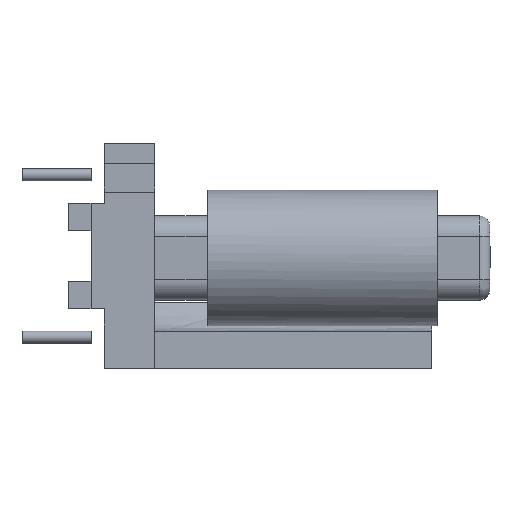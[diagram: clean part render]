
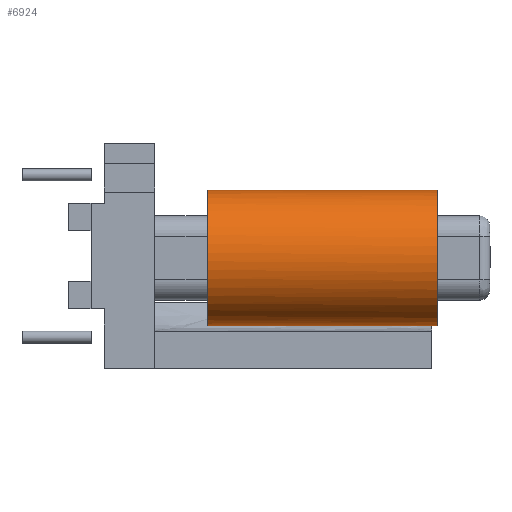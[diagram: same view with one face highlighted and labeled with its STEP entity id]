
A CAD part, left-side view. The second image highlights one B-rep face of the part: STEP entity #6924.
In plain terms, the highlighted free-form (B-spline) face has degree [2, 1] with [5, 2] control points.
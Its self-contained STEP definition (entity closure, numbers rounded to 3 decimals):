
#480 = VERTEX_POINT('',#481);
#481 = CARTESIAN_POINT('',(-7.488,-24.707,
    -6.123));
#487 = EDGE_CURVE('',#480,#488,#490,.T.);
#488 = VERTEX_POINT('',#489);
#489 = CARTESIAN_POINT('',(-7.488,-4.621,
    -6.123));
#490 = B_SPLINE_CURVE_WITH_KNOTS('',1,(#491,#492),.UNSPECIFIED.,.F.,.F.,
  (2,2),(18.92,41.52),.PIECEWISE_BEZIER_KNOTS.);
#491 = CARTESIAN_POINT('',(-7.488,-24.707,
    -6.123));
#492 = CARTESIAN_POINT('',(-7.488,-4.621,
    -6.123));
#511 = VERTEX_POINT('',#512);
#512 = CARTESIAN_POINT('',(-7.488,-4.621,
    5.767));
#518 = EDGE_CURVE('',#519,#511,#521,.T.);
#519 = VERTEX_POINT('',#520);
#520 = CARTESIAN_POINT('',(-7.488,-24.707,
    5.767));
#521 = B_SPLINE_CURVE_WITH_KNOTS('',1,(#522,#523),.UNSPECIFIED.,.F.,.F.,
  (2,2),(18.92,41.52),.PIECEWISE_BEZIER_KNOTS.);
#522 = CARTESIAN_POINT('',(-7.488,-24.707,
    5.767));
#523 = CARTESIAN_POINT('',(-7.488,-4.621,
    5.767));
#6897 = EDGE_CURVE('',#511,#488,#6898,.T.);
#6898 = ( BOUNDED_CURVE() B_SPLINE_CURVE(2,(#6899,#6900,#6901,#6902,
#6903),.UNSPECIFIED.,.F.,.F.) B_SPLINE_CURVE_WITH_KNOTS((3,2,3),(
    1.571,3.142,4.712),
.PIECEWISE_BEZIER_KNOTS.) CURVE() GEOMETRIC_REPRESENTATION_ITEM() 
RATIONAL_B_SPLINE_CURVE((1.,0.707,1.,0.707,1.)) 
REPRESENTATION_ITEM('') );
#6899 = CARTESIAN_POINT('',(-7.488,-4.621,
    5.767));
#6900 = CARTESIAN_POINT('',(-13.433,-4.621,
    5.767));
#6901 = CARTESIAN_POINT('',(-13.433,-4.621,
    -0.178));
#6902 = CARTESIAN_POINT('',(-13.433,-4.621,
    -6.123));
#6903 = CARTESIAN_POINT('',(-7.488,-4.621,
    -6.123));
#6924 = ADVANCED_FACE('',(#6925),#6938,.T.);
#6925 = FACE_BOUND('',#6926,.T.);
#6926 = EDGE_LOOP('',(#6927,#6928,#6936,#6937));
#6927 = ORIENTED_EDGE('',*,*,#487,.F.);
#6928 = ORIENTED_EDGE('',*,*,#6929,.T.);
#6929 = EDGE_CURVE('',#480,#519,#6930,.T.);
#6930 = ( BOUNDED_CURVE() B_SPLINE_CURVE(2,(#6931,#6932,#6933,#6934,
#6935),.UNSPECIFIED.,.F.,.F.) B_SPLINE_CURVE_WITH_KNOTS((3,2,3),(
    4.712,6.283,7.854),
.PIECEWISE_BEZIER_KNOTS.) CURVE() GEOMETRIC_REPRESENTATION_ITEM() 
RATIONAL_B_SPLINE_CURVE((1.,0.707,1.,0.707,1.)) 
REPRESENTATION_ITEM('') );
#6931 = CARTESIAN_POINT('',(-7.488,-24.707,
    -6.123));
#6932 = CARTESIAN_POINT('',(-13.433,-24.707,
    -6.123));
#6933 = CARTESIAN_POINT('',(-13.433,-24.707,
    -0.178));
#6934 = CARTESIAN_POINT('',(-13.433,-24.707,
    5.767));
#6935 = CARTESIAN_POINT('',(-7.488,-24.707,
    5.767));
#6936 = ORIENTED_EDGE('',*,*,#518,.T.);
#6937 = ORIENTED_EDGE('',*,*,#6897,.T.);
#6938 = ( BOUNDED_SURFACE() B_SPLINE_SURFACE(2,1,(
    (#6939,#6940)
    ,(#6941,#6942)
    ,(#6943,#6944)
    ,(#6945,#6946)
    ,(#6947,#6948
)),.UNSPECIFIED.,.F.,.F.,.F.) B_SPLINE_SURFACE_WITH_KNOTS((3,2,3),(2,2),
  (3.142,4.712,6.283),(18.92,
    41.52),.PIECEWISE_BEZIER_KNOTS.) 
GEOMETRIC_REPRESENTATION_ITEM() RATIONAL_B_SPLINE_SURFACE((
    (1.,1.)
    ,(0.707,0.707)
    ,(1.,1.)
    ,(0.707,0.707)
,(1.,1.))) REPRESENTATION_ITEM('') SURFACE() );
#6939 = CARTESIAN_POINT('',(-7.488,-24.707,
    -6.123));
#6940 = CARTESIAN_POINT('',(-7.488,-4.621,
    -6.123));
#6941 = CARTESIAN_POINT('',(-13.433,-24.707,
    -6.123));
#6942 = CARTESIAN_POINT('',(-13.433,-4.621,
    -6.123));
#6943 = CARTESIAN_POINT('',(-13.433,-24.707,
    -0.178));
#6944 = CARTESIAN_POINT('',(-13.433,-4.621,
    -0.178));
#6945 = CARTESIAN_POINT('',(-13.433,-24.707,
    5.767));
#6946 = CARTESIAN_POINT('',(-13.433,-4.621,
    5.767));
#6947 = CARTESIAN_POINT('',(-7.488,-24.707,
    5.767));
#6948 = CARTESIAN_POINT('',(-7.488,-4.621,
    5.767));
